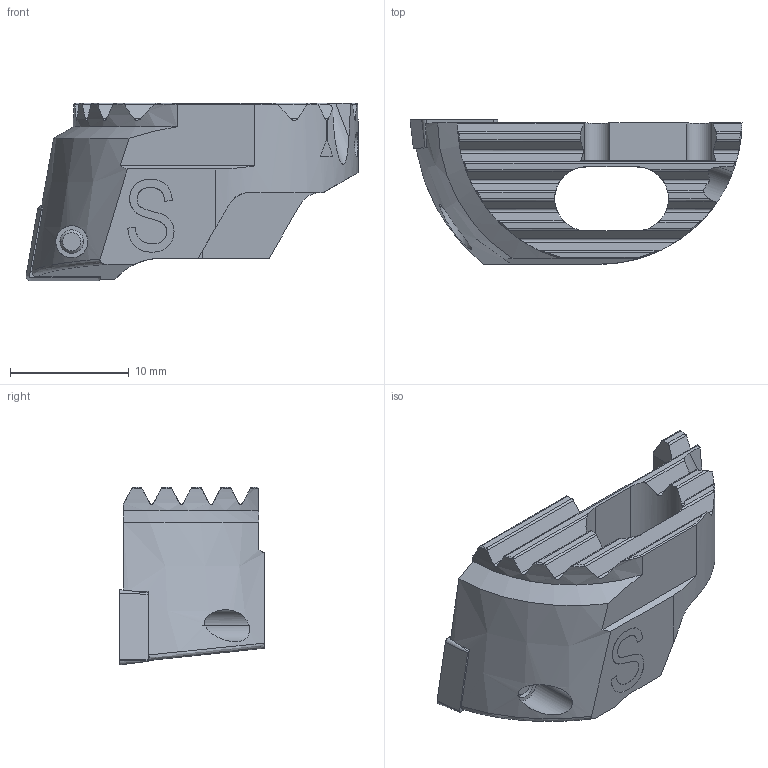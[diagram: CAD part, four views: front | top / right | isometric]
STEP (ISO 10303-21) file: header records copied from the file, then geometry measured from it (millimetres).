
FILE_DESCRIPTION(('no description'),'unknown implementation level');
FILE_NAME('C710FA0B-E0F4-4DDE-A7D7-37083E53CA1F_export.stp',' ',('CIMSOURCE GmbH'),('CADClick - KiM GmbH - www.kimweb.de'),'unknown preprocess','ACIS','unknown authorization');
FILE_SCHEMA(('automotive_design'));
Length unit declared in the file: millimetre
Products named in the file (3): 639.425 Kaiser 32-40 SW25 CC06 S|654.852 Kaiser CCMT 060204 K20C;Kombinieren1; 639.425 Kaiser 32-40 SW25 CC06 S|694.122 Kaiser ETL M2.5x6.5 T7 IP 10S;Kreismuster1; 639.425 Kaiser 32-40 SW25 CC06 S|639.425 Kaiser 32-40 SW25 CC06 S;Marke hinten
Bounding box: 28 x 12.18 x 15 mm (x, y, z)
Volume: 1918.5 mm3; surface area: 1849.8 mm2
Topology: 3 solids, 3 shells, 211 faces, 584 edges, 382 vertices
Faces by surface type: plane 74, cylinder 69, cone 31, bspline 29, torus 8
Entity records: 17241 total; most frequent: CARTESIAN_POINT 5462, STYLED_ITEM 1180, PRESENTATION_STYLE_ASSIGNMENT 1180, COLOUR_RGB 1180, ORIENTED_EDGE 1168, DIRECTION 996, EDGE_CURVE 584, CURVE_STYLE 584
